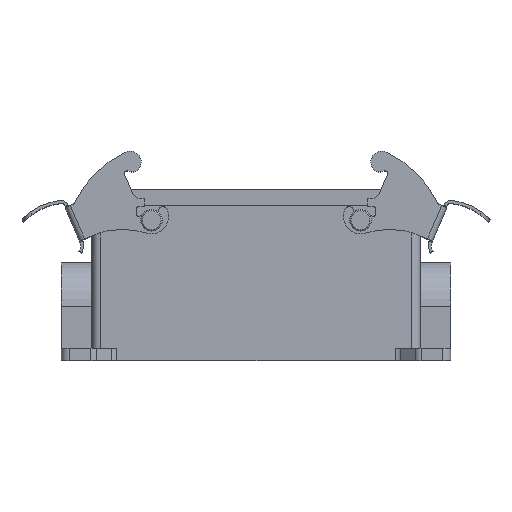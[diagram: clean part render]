
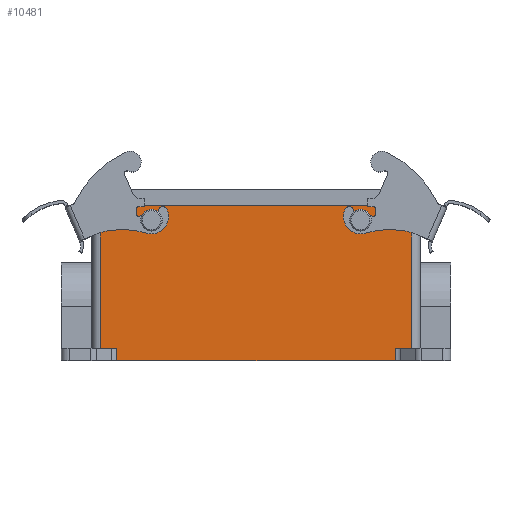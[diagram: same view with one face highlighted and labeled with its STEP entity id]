
A CAD part, top view. The second image highlights one B-rep face of the part: STEP entity #10481.
In plain terms, the highlighted planar face has unit normal (0, 0, 1).
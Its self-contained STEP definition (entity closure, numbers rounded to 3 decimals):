
#844 = ORIENTED_EDGE ( 'NONE', *, *, #1478, .F. ) ;
#846 = ORIENTED_EDGE ( 'NONE', *, *, #1488, .T. ) ;
#847 = ORIENTED_EDGE ( 'NONE', *, *, #1492, .F. ) ;
#848 = ORIENTED_EDGE ( 'NONE', *, *, #1474, .T. ) ;
#849 = ORIENTED_EDGE ( 'NONE', *, *, #1497, .T. ) ;
#850 = ORIENTED_EDGE ( 'NONE', *, *, #1498, .T. ) ;
#851 = ORIENTED_EDGE ( 'NONE', *, *, #1499, .F. ) ;
#852 = ORIENTED_EDGE ( 'NONE', *, *, #1494, .F. ) ;
#853 = ORIENTED_EDGE ( 'NONE', *, *, #1495, .T. ) ;
#855 = ORIENTED_EDGE ( 'NONE', *, *, #1496, .F. ) ;
#894 = VERTEX_POINT ( 'NONE', #6372 ) ;
#895 = VERTEX_POINT ( 'NONE', #6373 ) ;
#946 = VERTEX_POINT ( 'NONE', #6424 ) ;
#947 = VERTEX_POINT ( 'NONE', #6425 ) ;
#948 = VERTEX_POINT ( 'NONE', #6426 ) ;
#949 = VERTEX_POINT ( 'NONE', #6427 ) ;
#950 = VERTEX_POINT ( 'NONE', #6428 ) ;
#951 = VERTEX_POINT ( 'NONE', #6429 ) ;
#1389 = EDGE_LOOP ( 'NONE', ( #844 ) ) ;
#1390 = EDGE_LOOP ( 'NONE', ( #846, #848, #847, #849, #850, #851, #852, #853 ) ) ;
#1391 = EDGE_LOOP ( 'NONE', ( #855 ) ) ;
#1474 = EDGE_CURVE ( 'NONE', #947, #948, #7192, .T. ) ;
#1478 = EDGE_CURVE ( 'NONE', #7722, #7722, #4274, .T. ) ;
#1488 = EDGE_CURVE ( 'NONE', #946, #947, #7205, .T. ) ;
#1492 = EDGE_CURVE ( 'NONE', #949, #948, #7204, .T. ) ;
#1494 = EDGE_CURVE ( 'NONE', #895, #894, #7206, .T. ) ;
#1495 = EDGE_CURVE ( 'NONE', #895, #946, #7208, .T. ) ;
#1496 = EDGE_CURVE ( 'NONE', #7727, #7727, #4294, .T. ) ;
#1497 = EDGE_CURVE ( 'NONE', #949, #950, #7207, .T. ) ;
#1498 = EDGE_CURVE ( 'NONE', #950, #951, #7210, .T. ) ;
#1499 = EDGE_CURVE ( 'NONE', #894, #951, #7211, .T. ) ;
#4269 = VECTOR ( 'NONE', #6996, 1000. ) ;
#4274 = CIRCLE ( 'NONE', #4275, 3.75 ) ;
#4275 = AXIS2_PLACEMENT_3D ( 'NONE', #7004, #7005, #7006 ) ;
#4285 = VECTOR ( 'NONE', #7031, 1000. ) ;
#4292 = VECTOR ( 'NONE', #7042, 1000. ) ;
#4294 = CIRCLE ( 'NONE', #4298, 3.75 ) ;
#4295 = VECTOR ( 'NONE', #7047, 1000. ) ;
#4297 = VECTOR ( 'NONE', #7049, 1000. ) ;
#4298 = AXIS2_PLACEMENT_3D ( 'NONE', #7050, #7051, #7052 ) ;
#4300 = VECTOR ( 'NONE', #7054, 1000. ) ;
#4301 = VECTOR ( 'NONE', #7056, 1000. ) ;
#4303 = VECTOR ( 'NONE', #7058, 1000. ) ;
#6372 = CARTESIAN_POINT ( 'NONE',  ( 129.25, 57., -6.5 ) ) ;
#6373 = CARTESIAN_POINT ( 'NONE',  ( 14.25, 57., -6.5 ) ) ;
#6424 = CARTESIAN_POINT ( 'NONE',  ( 14.25, 4.5, -6.5 ) ) ;
#6425 = CARTESIAN_POINT ( 'NONE',  ( 20.398, 4.5, -6.5 ) ) ;
#6426 = CARTESIAN_POINT ( 'NONE',  ( 20.398, 0., -6.5 ) ) ;
#6427 = CARTESIAN_POINT ( 'NONE',  ( 123.102, 0., -6.5 ) ) ;
#6428 = CARTESIAN_POINT ( 'NONE',  ( 123.102, 4.5, -6.5 ) ) ;
#6429 = CARTESIAN_POINT ( 'NONE',  ( 129.25, 4.5, -6.5 ) ) ;
#6995 = CARTESIAN_POINT ( 'NONE',  ( 20.398, 0., -6.5 ) ) ;
#6996 = DIRECTION ( 'NONE',  ( 0., -1., 0. ) ) ;
#7004 = CARTESIAN_POINT ( 'NONE',  ( 33.25, 51.725, -6.5 ) ) ;
#7005 = DIRECTION ( 'NONE',  ( 0., 0., 1. ) ) ;
#7006 = DIRECTION ( 'NONE',  ( -1., 0., 0. ) ) ;
#7030 = CARTESIAN_POINT ( 'NONE',  ( 14.25, 4.5, -6.5 ) ) ;
#7031 = DIRECTION ( 'NONE',  ( 1., 0., 0. ) ) ;
#7041 = CARTESIAN_POINT ( 'NONE',  ( 19.25, 0., -6.5 ) ) ;
#7042 = DIRECTION ( 'NONE',  ( -1., 0., 0. ) ) ;
#7046 = CARTESIAN_POINT ( 'NONE',  ( 14.25, 57., -6.5 ) ) ;
#7047 = DIRECTION ( 'NONE',  ( 1., 0., 0. ) ) ;
#7048 = CARTESIAN_POINT ( 'NONE',  ( 14.25, 57., -6.5 ) ) ;
#7049 = DIRECTION ( 'NONE',  ( 0., -1., 0. ) ) ;
#7050 = CARTESIAN_POINT ( 'NONE',  ( 110.25, 51.725, -6.5 ) ) ;
#7051 = DIRECTION ( 'NONE',  ( 0., 0., 1. ) ) ;
#7052 = DIRECTION ( 'NONE',  ( -1., 0., 0. ) ) ;
#7053 = CARTESIAN_POINT ( 'NONE',  ( 123.102, 4.5, -6.5 ) ) ;
#7054 = DIRECTION ( 'NONE',  ( 0., 1., 0. ) ) ;
#7055 = CARTESIAN_POINT ( 'NONE',  ( 14.25, 4.5, -6.5 ) ) ;
#7056 = DIRECTION ( 'NONE',  ( 1., 0., 0. ) ) ;
#7057 = CARTESIAN_POINT ( 'NONE',  ( 129.25, 57., -6.5 ) ) ;
#7058 = DIRECTION ( 'NONE',  ( 0., -1., 0. ) ) ;
#7192 = LINE ( 'NONE', #6995, #4269 ) ;
#7204 = LINE ( 'NONE', #7041, #4292 ) ;
#7205 = LINE ( 'NONE', #7030, #4285 ) ;
#7206 = LINE ( 'NONE', #7046, #4295 ) ;
#7207 = LINE ( 'NONE', #7053, #4300 ) ;
#7208 = LINE ( 'NONE', #7048, #4297 ) ;
#7210 = LINE ( 'NONE', #7055, #4301 ) ;
#7211 = LINE ( 'NONE', #7057, #4303 ) ;
#7650 = FACE_BOUND ( 'NONE', #1389, .T. ) ;
#7651 = FACE_OUTER_BOUND ( 'NONE', #1390, .T. ) ;
#7652 = FACE_BOUND ( 'NONE', #1391, .T. ) ;
#7722 = VERTEX_POINT ( 'NONE', #10055 ) ;
#7727 = VERTEX_POINT ( 'NONE', #10060 ) ;
#9735 = PLANE ( 'NONE',  #10178 ) ;
#9736 = CARTESIAN_POINT ( 'NONE',  ( 14.25, 57., -6.5 ) ) ;
#9737 = DIRECTION ( 'NONE',  ( 0., 0., -1. ) ) ;
#9738 = DIRECTION ( 'NONE',  ( -1., 0., 0. ) ) ;
#10055 = CARTESIAN_POINT ( 'NONE',  ( 29.5, 51.725, -6.5 ) ) ;
#10060 = CARTESIAN_POINT ( 'NONE',  ( 106.5, 51.725, -6.5 ) ) ;
#10178 = AXIS2_PLACEMENT_3D ( 'NONE', #9736, #9737, #9738 ) ;
#10481 = ADVANCED_FACE ( 'NONE', ( #7650, #7651, #7652 ), #9735, .F. ) ;
